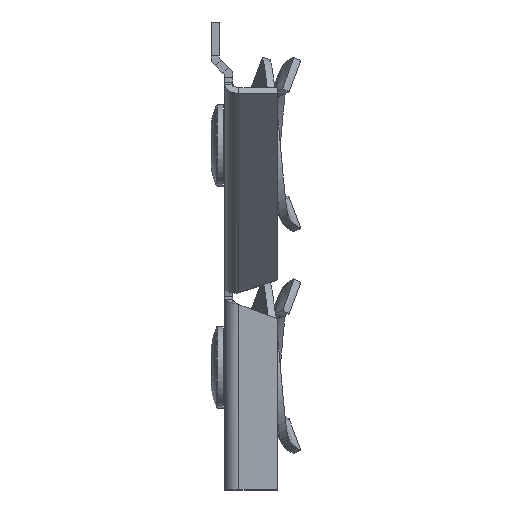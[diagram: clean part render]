
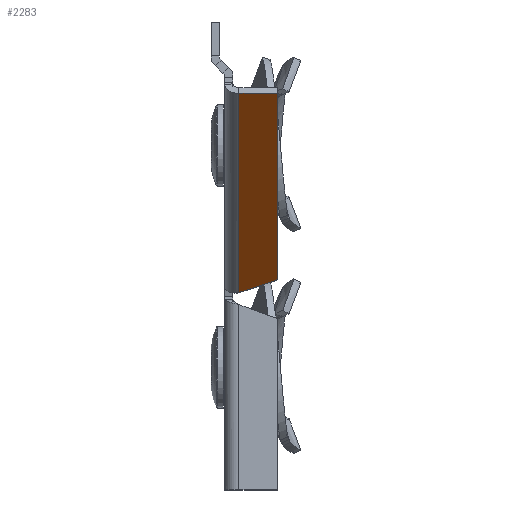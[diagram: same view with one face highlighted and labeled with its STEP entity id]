
A CAD part, left-side view. The second image highlights one B-rep face of the part: STEP entity #2283.
In plain terms, the highlighted planar face has unit normal (-0.707, 0, -0.707).
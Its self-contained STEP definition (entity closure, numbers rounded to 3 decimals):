
#196 = DIRECTION ( 'NONE',  ( 0., 1., 0. ) ) ;
#340 = CARTESIAN_POINT ( 'NONE',  ( -153.895, -3.5, -66.924 ) ) ;
#435 = ORIENTED_EDGE ( 'NONE', *, *, #6096, .T. ) ;
#672 = AXIS2_PLACEMENT_3D ( 'NONE', #3691, #2252, #808 ) ;
#808 = DIRECTION ( 'NONE',  ( 0.5, -0.707, -0.5 ) ) ;
#888 = VECTOR ( 'NONE', #196, 1000. ) ;
#1084 = ORIENTED_EDGE ( 'NONE', *, *, #2390, .T. ) ;
#1152 = LINE ( 'NONE', #2737, #4224 ) ;
#1299 = PLANE ( 'NONE',  #672 ) ;
#1573 = EDGE_LOOP ( 'NONE', ( #4934, #435, #6000, #1084 ) ) ;
#1635 = DIRECTION ( 'NONE',  ( -0.707, 0., 0.707 ) ) ;
#1725 = LINE ( 'NONE', #2711, #888 ) ;
#1758 = CARTESIAN_POINT ( 'NONE',  ( -202.551, -3.5, -18.268 ) ) ;
#2179 = DIRECTION ( 'NONE',  ( -0.299, -0.906, 0.299 ) ) ;
#2252 = DIRECTION ( 'NONE',  ( 0.707, 0., 0.707 ) ) ;
#2283 = ADVANCED_FACE ( 'NONE', ( #3260 ), #1299, .F. ) ;
#2302 = VERTEX_POINT ( 'NONE', #1758 ) ;
#2315 = CARTESIAN_POINT ( 'NONE',  ( -157.028, -13.002, -63.791 ) ) ;
#2390 = EDGE_CURVE ( 'NONE', #3082, #2302, #1725, .T. ) ;
#2447 = EDGE_CURVE ( 'NONE', #4685, #3082, #1152, .T. ) ;
#2582 = CARTESIAN_POINT ( 'NONE',  ( -152.951, -3.5, -67.868 ) ) ;
#2711 = CARTESIAN_POINT ( 'NONE',  ( -202.551, -0.179, -18.268 ) ) ;
#2737 = CARTESIAN_POINT ( 'NONE',  ( -202.551, -13.002, -18.268 ) ) ;
#2743 = LINE ( 'NONE', #6076, #5109 ) ;
#2956 = VERTEX_POINT ( 'NONE', #340 ) ;
#3082 = VERTEX_POINT ( 'NONE', #6224 ) ;
#3260 = FACE_OUTER_BOUND ( 'NONE', #1573, .T. ) ;
#3299 = VECTOR ( 'NONE', #1635, 1000. ) ;
#3631 = EDGE_CURVE ( 'NONE', #2956, #2302, #4599, .T. ) ;
#3691 = CARTESIAN_POINT ( 'NONE',  ( -152.951, -70.324, -67.868 ) ) ;
#4185 = DIRECTION ( 'NONE',  ( -0.707, 0., 0.707 ) ) ;
#4224 = VECTOR ( 'NONE', #4185, 1000. ) ;
#4599 = LINE ( 'NONE', #2582, #3299 ) ;
#4685 = VERTEX_POINT ( 'NONE', #2315 ) ;
#4934 = ORIENTED_EDGE ( 'NONE', *, *, #3631, .F. ) ;
#5109 = VECTOR ( 'NONE', #2179, 1000. ) ;
#6000 = ORIENTED_EDGE ( 'NONE', *, *, #2447, .T. ) ;
#6076 = CARTESIAN_POINT ( 'NONE',  ( -157.028, -13.002, -63.791 ) ) ;
#6096 = EDGE_CURVE ( 'NONE', #2956, #4685, #2743, .T. ) ;
#6224 = CARTESIAN_POINT ( 'NONE',  ( -202.551, -13.002, -18.268 ) ) ;
